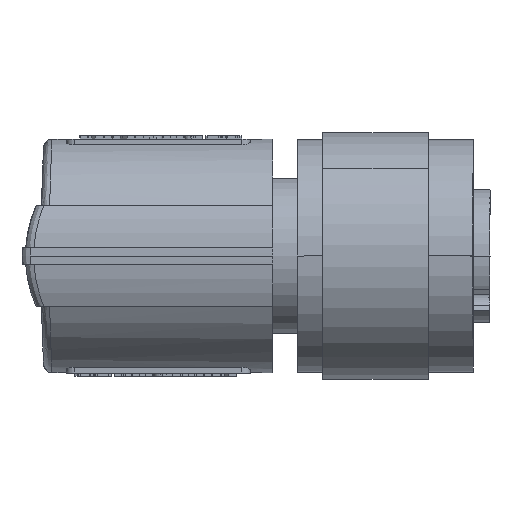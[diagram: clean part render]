
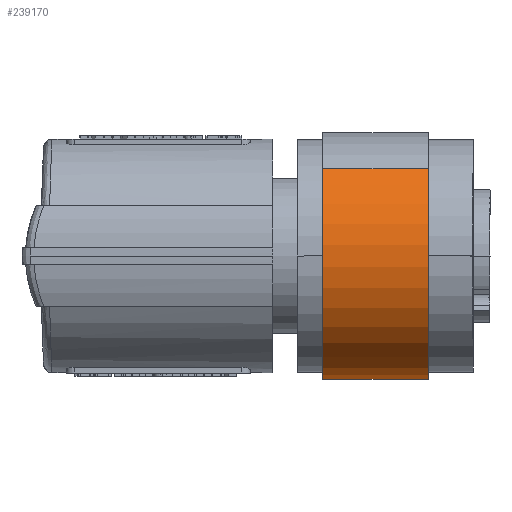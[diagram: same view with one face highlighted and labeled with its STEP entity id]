
A CAD part, left-side view. The second image highlights one B-rep face of the part: STEP entity #239170.
In plain terms, the highlighted cylindrical face has radius 7.4 mm (diameter 14.8 mm), a partial arc.
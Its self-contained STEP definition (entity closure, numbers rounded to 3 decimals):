
#238580=CARTESIAN_POINT('',(20.483,-175.64,
13.235));
#238590=DIRECTION('',(0.,0.,-1.));
#238600=DIRECTION('',(-0.707,0.707,
0.));
#238610=AXIS2_PLACEMENT_3D('',#238580,#238590,#238600);
#238620=CIRCLE('',#238610,7.4);
#238630=CARTESIAN_POINT('',(15.25,-170.407,
13.235));
#238640=VERTEX_POINT('',#238630);
#238650=CARTESIAN_POINT('',(25.715,-180.872,
13.235));
#238660=VERTEX_POINT('',#238650);
#238690=EDGE_CURVE('',#238660,#238640,#238620,.T.);
#238860=CARTESIAN_POINT('',(20.483,-175.64,
9.735));
#238870=DIRECTION('',(0.,0.,-1.));
#238880=DIRECTION('',(-0.707,0.707,
0.));
#238890=AXIS2_PLACEMENT_3D('',#238860,#238870,#238880);
#238900=CYLINDRICAL_SURFACE('',#238890,7.4);
#238910=CARTESIAN_POINT('',(25.715,-180.872,
9.735));
#238920=DIRECTION('',(0.,0.,-1.));
#238930=VECTOR('',#238920,1.);
#238940=LINE('',#238910,#238930);
#238950=CARTESIAN_POINT('',(25.715,-180.872,
6.935));
#238960=VERTEX_POINT('',#238950);
#238970=EDGE_CURVE('',#238660,#238960,#238940,.T.);
#238980=ORIENTED_EDGE('',*,*,#238970,.F.);
#238990=CARTESIAN_POINT('',(20.483,-175.64,
6.935));
#239000=DIRECTION('',(0.,0.,-1.));
#239010=DIRECTION('',(-0.707,0.707,
0.));
#239020=AXIS2_PLACEMENT_3D('',#238990,#239000,#239010);
#239030=CIRCLE('',#239020,7.4);
#239040=CARTESIAN_POINT('',(15.25,-170.407,
6.935));
#239050=VERTEX_POINT('',#239040);
#239060=EDGE_CURVE('',#238960,#239050,#239030,.T.);
#239070=ORIENTED_EDGE('',*,*,#239060,.F.);
#239080=CARTESIAN_POINT('',(15.25,-170.407,
9.735));
#239090=DIRECTION('',(0.,0.,-1.));
#239100=VECTOR('',#239090,1.);
#239110=LINE('',#239080,#239100);
#239120=EDGE_CURVE('',#238640,#239050,#239110,.T.);
#239130=ORIENTED_EDGE('',*,*,#239120,.T.);
#239140=ORIENTED_EDGE('',*,*,#238690,.T.);
#239150=EDGE_LOOP('',(#239140,#239130,#239070,#238980));
#239160=FACE_OUTER_BOUND('',#239150,.T.);
#239170=ADVANCED_FACE('',(#239160),#238900,.T.);
